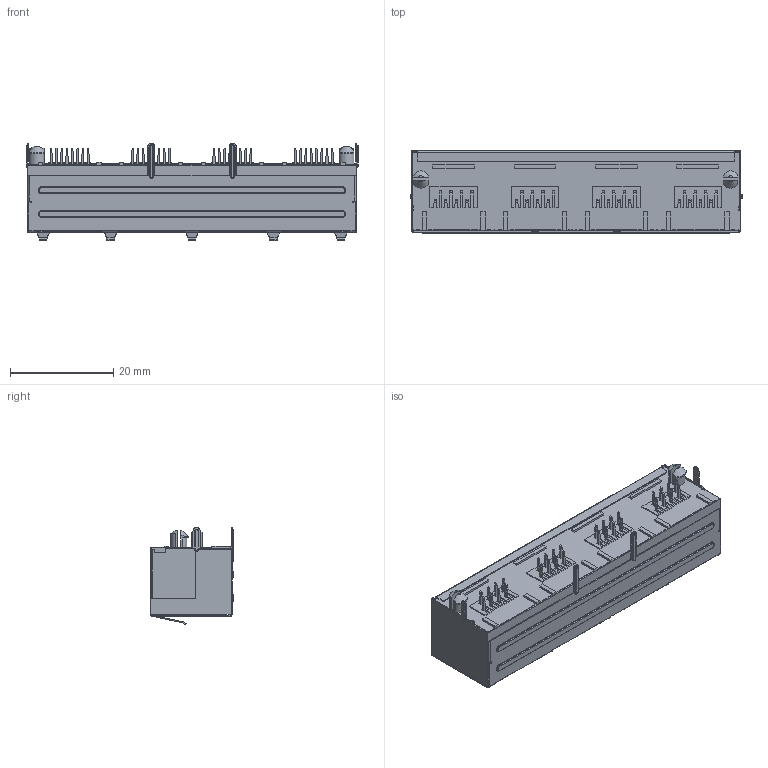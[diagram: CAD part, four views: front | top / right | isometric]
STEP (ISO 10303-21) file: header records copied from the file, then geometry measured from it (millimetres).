
FILE_DESCRIPTION (( 'STEP AP203' ), '1' );
FILE_NAME ('Customer-BB(090)A66.STEP', '2022-08-08T13:15:32', ( '' ), ( '' ), 'SwSTEP 2.0', 'SolidWorks 2021', '' );
FILE_SCHEMA (( 'CONFIG_CONTROL_DESIGN' ));
Length unit declared in the file: millimetre
Products named in the file (1): Customer-BB(090)A66
Bounding box: 64.25 x 16 x 18.78 mm (x, y, z)
Volume: 9512.9 mm3; surface area: 9288.1 mm2
Topology: 1 solids, 1 shells, 1654 faces, 4790 edges, 3144 vertices
Faces by surface type: plane 1433, cylinder 197, torus 20, cone 4
Entity records: 54095 total; most frequent: CARTESIAN_POINT 10163, ORIENTED_EDGE 9580, DIRECTION 8362, EDGE_CURVE 4790, VECTOR 4288, LINE 4288, VERTEX_POINT 3144, AXIS2_PLACEMENT_3D 2037
